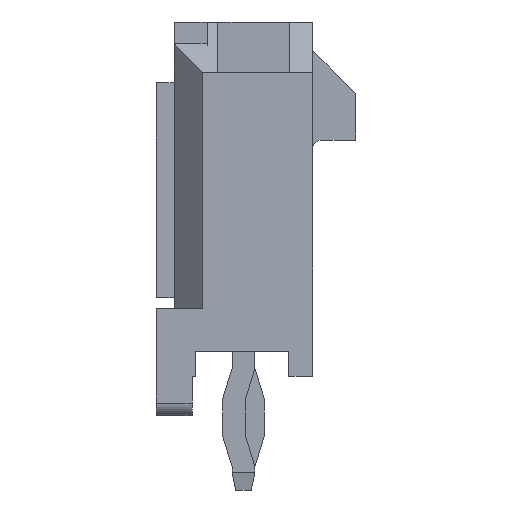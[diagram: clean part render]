
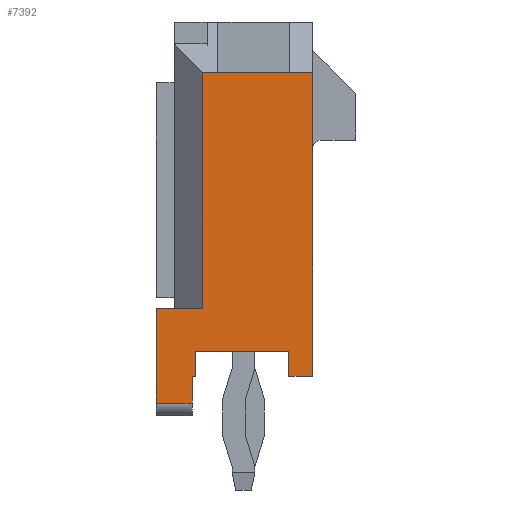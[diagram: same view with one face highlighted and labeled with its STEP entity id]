
A CAD part, left-side view. The second image highlights one B-rep face of the part: STEP entity #7392.
In plain terms, the highlighted face is planar.
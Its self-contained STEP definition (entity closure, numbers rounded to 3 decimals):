
#854=ORIENTED_EDGE('',*,*,#1975,.F.);
#855=ORIENTED_EDGE('',*,*,#1954,.T.);
#856=ORIENTED_EDGE('',*,*,#1945,.T.);
#857=ORIENTED_EDGE('',*,*,#1940,.F.);
#858=ORIENTED_EDGE('',*,*,#1939,.F.);
#859=ORIENTED_EDGE('',*,*,#1933,.F.);
#860=ORIENTED_EDGE('',*,*,#1932,.F.);
#861=ORIENTED_EDGE('',*,*,#1925,.T.);
#862=ORIENTED_EDGE('',*,*,#1922,.T.);
#863=ORIENTED_EDGE('',*,*,#1919,.T.);
#864=ORIENTED_EDGE('',*,*,#2063,.F.);
#865=ORIENTED_EDGE('',*,*,#2065,.F.);
#866=ORIENTED_EDGE('',*,*,#2066,.F.);
#867=ORIENTED_EDGE('',*,*,#1959,.T.);
#1919=EDGE_CURVE('',#2591,#2590,#3174,.T.);
#1922=EDGE_CURVE('',#2593,#2591,#3177,.T.);
#1925=EDGE_CURVE('',#2595,#2593,#3180,.T.);
#1932=EDGE_CURVE('',#2595,#2598,#3187,.T.);
#1933=EDGE_CURVE('',#2598,#2601,#3188,.T.);
#1939=EDGE_CURVE('',#2601,#2604,#3192,.T.);
#1940=EDGE_CURVE('',#2604,#2605,#3193,.T.);
#1945=EDGE_CURVE('',#2609,#2605,#3198,.T.);
#1954=EDGE_CURVE('',#2613,#2609,#3207,.T.);
#1959=EDGE_CURVE('',#2619,#2618,#3212,.T.);
#1975=EDGE_CURVE('',#2613,#2618,#3228,.T.);
#2063=EDGE_CURVE('',#2676,#2590,#3316,.T.);
#2065=EDGE_CURVE('',#2677,#2676,#3318,.T.);
#2066=EDGE_CURVE('',#2619,#2677,#3319,.T.);
#2590=VERTEX_POINT('',#9882);
#2591=VERTEX_POINT('',#9884);
#2593=VERTEX_POINT('',#9890);
#2595=VERTEX_POINT('',#9896);
#2598=VERTEX_POINT('',#9903);
#2601=VERTEX_POINT('',#9912);
#2604=VERTEX_POINT('',#9922);
#2605=VERTEX_POINT('',#9926);
#2609=VERTEX_POINT('',#9936);
#2613=VERTEX_POINT('',#9950);
#2618=VERTEX_POINT('',#9961);
#2619=VERTEX_POINT('',#9963);
#2676=VERTEX_POINT('',#10159);
#2677=VERTEX_POINT('',#10163);
#3174=LINE('',#9883,#3937);
#3177=LINE('',#9889,#3940);
#3180=LINE('',#9895,#3943);
#3187=LINE('',#9909,#3950);
#3188=LINE('',#9911,#3951);
#3192=LINE('',#9923,#3955);
#3193=LINE('',#9925,#3956);
#3198=LINE('',#9935,#3961);
#3207=LINE('',#9951,#3970);
#3212=LINE('',#9962,#3975);
#3228=LINE('',#9991,#3991);
#3316=LINE('',#10158,#4079);
#3318=LINE('',#10162,#4081);
#3319=LINE('',#10164,#4082);
#3937=VECTOR('',#8395,1000.);
#3940=VECTOR('',#8400,1000.);
#3943=VECTOR('',#8405,1000.);
#3950=VECTOR('',#8414,1000.);
#3951=VECTOR('',#8417,1000.);
#3955=VECTOR('',#8429,1000.);
#3956=VECTOR('',#8432,1000.);
#3961=VECTOR('',#8439,1000.);
#3970=VECTOR('',#8452,1000.);
#3975=VECTOR('',#8459,1000.);
#3991=VECTOR('',#8487,1000.);
#4079=VECTOR('',#8633,1000.);
#4081=VECTOR('',#8637,1000.);
#4082=VECTOR('',#8638,1000.);
#4517=EDGE_LOOP('',(#854,#855,#856,#857,#858,#859,#860,#861,#862,#863,#864,
#865,#866,#867));
#4814=FACE_BOUND('',#4517,.T.);
#5103=PLANE('',#7689);
#7392=ADVANCED_FACE('',(#4814),#5103,.F.);
#7689=AXIS2_PLACEMENT_3D('',#10161,#8635,#8636);
#8395=DIRECTION('',(0.,1.,0.));
#8400=DIRECTION('',(0.,0.,1.));
#8405=DIRECTION('',(0.,-1.,0.));
#8414=DIRECTION('',(0.,0.,-1.));
#8417=DIRECTION('',(0.,1.,0.));
#8429=DIRECTION('',(0.,0.,-1.));
#8432=DIRECTION('',(0.,-1.,0.));
#8439=DIRECTION('',(0.,0.,-1.));
#8452=DIRECTION('',(0.,1.,0.));
#8459=DIRECTION('',(0.,0.,-1.));
#8487=DIRECTION('',(0.,0.,1.));
#8633=DIRECTION('',(0.,0.,-1.));
#8635=DIRECTION('',(-1.,0.,0.));
#8636=DIRECTION('',(0.,0.,1.));
#8637=DIRECTION('',(0.,1.,0.));
#8638=DIRECTION('',(0.,0.,1.));
#9882=CARTESIAN_POINT('',(7.825,4.95,1.515));
#9883=CARTESIAN_POINT('',(7.825,4.25,1.515));
#9884=CARTESIAN_POINT('',(7.825,4.25,1.515));
#9889=CARTESIAN_POINT('',(7.825,4.25,-1.085));
#9890=CARTESIAN_POINT('',(7.825,4.25,-1.085));
#9895=CARTESIAN_POINT('',(7.825,4.95,-1.085));
#9896=CARTESIAN_POINT('',(7.825,4.95,-1.085));
#9903=CARTESIAN_POINT('',(7.825,4.95,-1.185));
#9909=CARTESIAN_POINT('',(7.825,4.95,2.185));
#9911=CARTESIAN_POINT('',(7.825,4.95,-1.185));
#9912=CARTESIAN_POINT('',(7.825,5.7,-1.185));
#9922=CARTESIAN_POINT('',(7.825,5.7,-2.185));
#9923=CARTESIAN_POINT('',(7.825,5.7,-1.185));
#9925=CARTESIAN_POINT('',(7.825,4.95,-2.185));
#9926=CARTESIAN_POINT('',(7.825,3.05,-2.185));
#9935=CARTESIAN_POINT('',(7.825,3.05,-1.685));
#9936=CARTESIAN_POINT('',(7.825,3.05,-0.885));
#9950=CARTESIAN_POINT('',(7.825,-3.536,-0.885));
#9951=CARTESIAN_POINT('',(7.825,3.05,-0.885));
#9961=CARTESIAN_POINT('',(7.825,-3.536,-0.465));
#9962=CARTESIAN_POINT('',(7.825,-3.536,1.535));
#9963=CARTESIAN_POINT('',(7.825,-3.536,1.535));
#9991=CARTESIAN_POINT('',(7.825,-3.536,0.));
#10158=CARTESIAN_POINT('',(7.825,4.95,2.185));
#10159=CARTESIAN_POINT('',(7.825,4.95,2.185));
#10161=CARTESIAN_POINT('',(7.825,0.,0.));
#10162=CARTESIAN_POINT('',(7.825,-4.95,2.185));
#10163=CARTESIAN_POINT('',(7.825,-3.536,2.185));
#10164=CARTESIAN_POINT('',(7.825,-3.536,0.));
